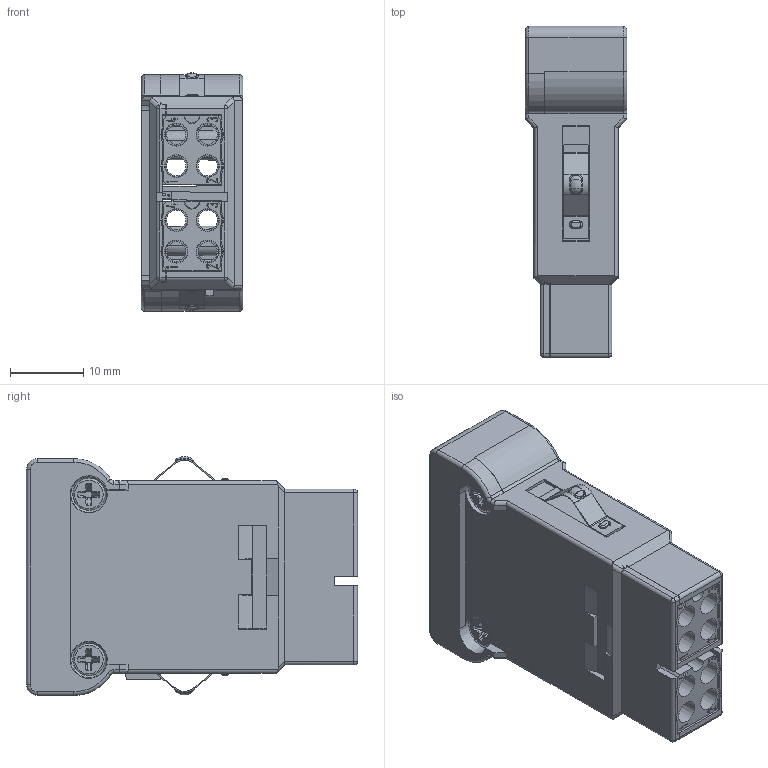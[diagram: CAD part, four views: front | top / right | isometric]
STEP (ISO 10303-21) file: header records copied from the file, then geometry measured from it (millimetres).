
FILE_DESCRIPTION(/* description */ (''),/* implementation_level */ '2;1');
FILE_NAME(/* name */ '1290080200511_01-HMMB_1-008-FC_成品_stp.stp',/* time_stamp */ '2024-02-04T15:32:24+08:00',/* author */ (''),/* organization */ (''),/* preprocessor_version */ 'ST-DEVELOPER v18.1',/* originating_system */ 'SIEMENS PLM Software NX 1980',/* authorisation */ '');
FILE_SCHEMA (('AUTOMOTIVE_DESIGN { 1 0 10303 214 3 1 1 1 }'));
Products named in the file (1): 1318193024BDb7u7
Bounding box: 13.9 x 45.3 x 32.69 mm (x, y, z)
Surface area: 13384 mm2 (no closed solid volume)
Topology: 0 solids, 1 shells, 964 faces, 2550 edges, 1596 vertices
Faces by surface type: plane 506, cylinder 232, cone 114, torus 58, bspline 42, sphere 12
Full cylindrical faces by diameter (mm): 2.5 x2, 2.7 x2, 4.4 x2
Entity records: 82419 total; most frequent: CARTESIAN_POINT 57726, ORIENTED_EDGE 5290, DIRECTION 4711, EDGE_CURVE 2645, VERTEX_POINT 1680, LINE 1657, VECTOR 1657, AXIS2_PLACEMENT_3D 1527
